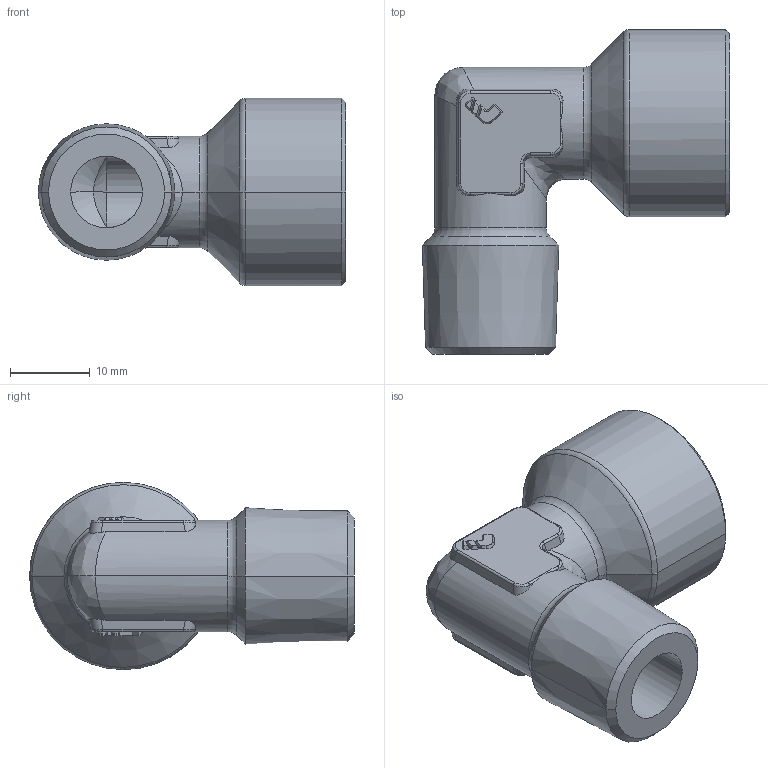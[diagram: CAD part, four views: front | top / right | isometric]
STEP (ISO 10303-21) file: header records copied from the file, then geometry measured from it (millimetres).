
FILE_DESCRIPTION(('STEP AP214'),'1');
FILE_NAME('1844_17_17.stp','2016-07-07T14:19:44',('TraceParts'),('TraceParts S.A.'),'Spatial InterOp 3D',' ',' ');
FILE_SCHEMA(('automotive_design'));
Length unit declared in the file: millimetre
Products named in the file (1): Solide1
Bounding box: 38.56 x 40.75 x 23.5 mm (x, y, z)
Volume: 9020.7 mm3; surface area: 5686.2 mm2
Topology: 1 solids, 1 shells, 272 faces, 736 edges, 474 vertices
Faces by surface type: plane 172, cylinder 40, cone 38, bspline 16, torus 6
Entity records: 12547 total; most frequent: CARTESIAN_POINT 3578, ORIENTED_EDGE 1472, DIRECTION 1322, EDGE_CURVE 736, LINE 544, VECTOR 544, VERTEX_POINT 474, AXIS2_PLACEMENT_3D 389
